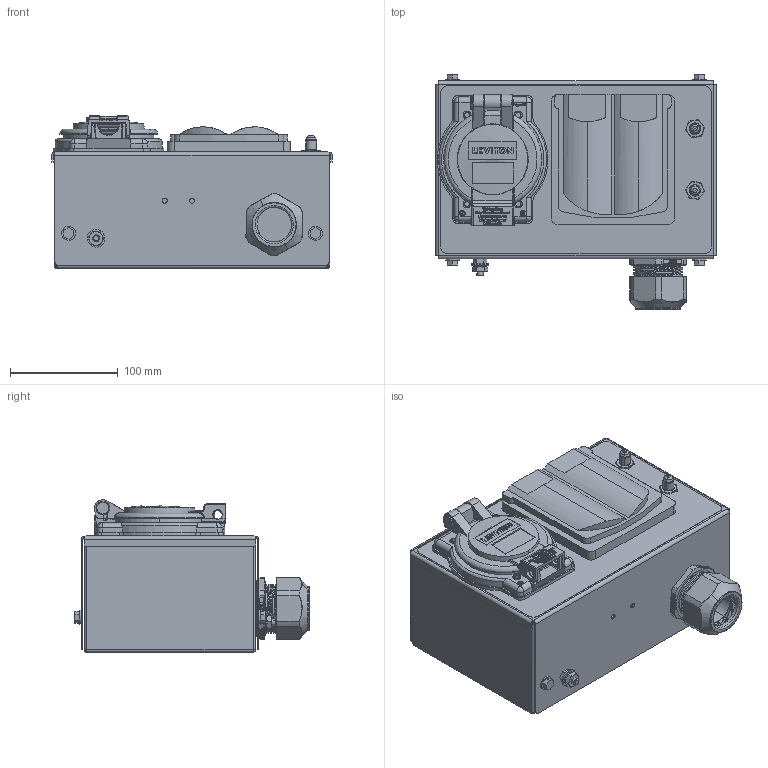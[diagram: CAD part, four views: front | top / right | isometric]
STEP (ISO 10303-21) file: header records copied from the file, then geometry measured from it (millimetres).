
FILE_DESCRIPTION (( 'STEP AP214' ), '1' );
FILE_NAME ('301562 Surfaces.STEP', '2024-03-12T19:37:52', ( '' ), ( '' ), 'SwSTEP 2.0', 'SolidWorks 2022', '' );
FILE_SCHEMA (( 'AUTOMOTIVE_DESIGN' ));
Length unit declared in the file: inch
Products named in the file (1): 301562 Surfaces
Bounding box: 260.1 x 217.43 x 141.31 mm (x, y, z)
Surface area: 462561 mm2 (no closed solid volume)
Topology: 0 solids, 94 shells, 1046 faces, 5637 edges, 4621 vertices
Faces by surface type: plane 494, cylinder 275, bspline 184, cone 74, torus 16, sphere 3
Entity records: 84825 total; most frequent: CARTESIAN_POINT 32797, ORIENTED_EDGE 7505, DIRECTION 5996, EDGE_CURVE 5627, VERTEX_POINT 4621, VECTOR 2792, LINE 2792, B_SPLINE_CURVE_WITH_KNOTS 1939
